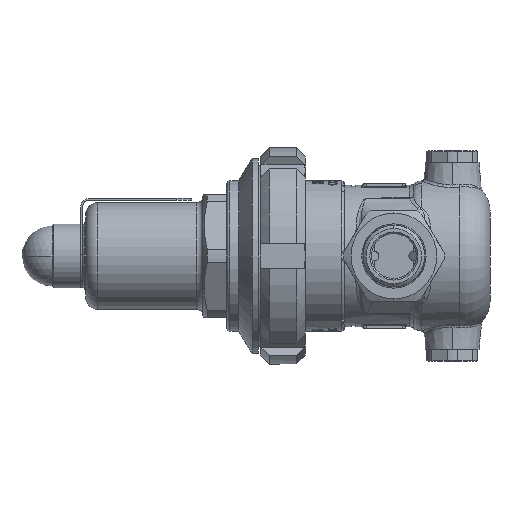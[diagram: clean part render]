
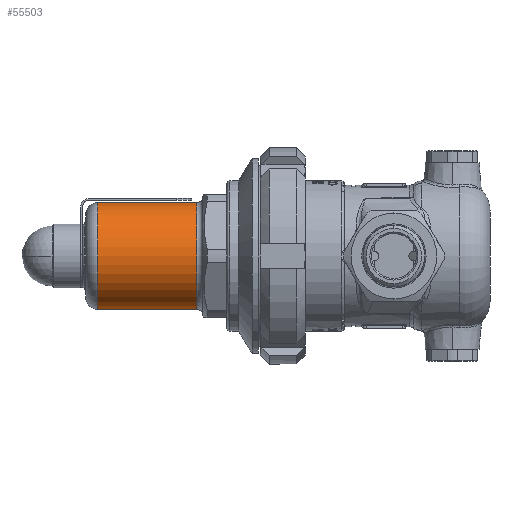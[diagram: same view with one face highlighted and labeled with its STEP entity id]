
A CAD part, left-side view. The second image highlights one B-rep face of the part: STEP entity #55503.
In plain terms, the highlighted cylindrical face has radius 17.75 mm (diameter 35.5 mm), a partial arc.
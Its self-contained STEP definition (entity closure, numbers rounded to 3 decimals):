
#3433 = VERTEX_POINT ( 'NONE', #59016 ) ;
#3566 = VERTEX_POINT ( 'NONE', #59109 ) ;
#4763 = VERTEX_POINT ( 'NONE', #51189 ) ;
#5065 = VERTEX_POINT ( 'NONE', #51793 ) ;
#11786 = EDGE_LOOP ( 'NONE', ( #39491, #39279, #39488, #39484 ) ) ;
#14433 = AXIS2_PLACEMENT_3D ( 'NONE', #57224, #57226, #57228 ) ;
#14436 = CIRCLE ( 'NONE', #14433, 17.75 ) ;
#14520 = VECTOR ( 'NONE', #56693, 1000. ) ;
#14532 = VECTOR ( 'NONE', #56656, 1000. ) ;
#14754 = AXIS2_PLACEMENT_3D ( 'NONE', #56419, #56420, #56421 ) ;
#14768 = CIRCLE ( 'NONE', #14754, 17.75 ) ;
#19829 = EDGE_CURVE ( 'NONE', #3566, #5065, #14768, .T. ) ;
#19890 = EDGE_CURVE ( 'NONE', #5065, #3433, #56643, .T. ) ;
#19904 = EDGE_CURVE ( 'NONE', #3566, #4763, #56690, .T. ) ;
#19994 = EDGE_CURVE ( 'NONE', #4763, #3433, #14436, .T. ) ;
#28008 = AXIS2_PLACEMENT_3D ( 'NONE', #57600, #57701, #57704 ) ;
#39279 = ORIENTED_EDGE ( 'NONE', *, *, #19829, .T. ) ;
#39484 = ORIENTED_EDGE ( 'NONE', *, *, #19994, .F. ) ;
#39488 = ORIENTED_EDGE ( 'NONE', *, *, #19890, .T. ) ;
#39491 = ORIENTED_EDGE ( 'NONE', *, *, #19904, .F. ) ;
#51189 = CARTESIAN_POINT ( 'NONE',  ( 0., 98.6, -17.75 ) ) ;
#51793 = CARTESIAN_POINT ( 'NONE',  ( 0., 65.6, 17.75 ) ) ;
#55503 = ADVANCED_FACE ( 'NONE', ( #57657 ), #57655, .T. ) ;
#56419 = CARTESIAN_POINT ( 'NONE',  ( 0., 65.6, 0. ) ) ;
#56420 = DIRECTION ( 'NONE',  ( 0., 1., 0. ) ) ;
#56421 = DIRECTION ( 'NONE',  ( 0., 0., 1. ) ) ;
#56643 = LINE ( 'NONE', #56653, #14532 ) ;
#56653 = CARTESIAN_POINT ( 'NONE',  ( 0., 154.557, 17.75 ) ) ;
#56656 = DIRECTION ( 'NONE',  ( 0., 1., 0. ) ) ;
#56690 = LINE ( 'NONE', #56691, #14520 ) ;
#56691 = CARTESIAN_POINT ( 'NONE',  ( 0., 154.557, -17.75 ) ) ;
#56693 = DIRECTION ( 'NONE',  ( 0., 1., 0. ) ) ;
#57224 = CARTESIAN_POINT ( 'NONE',  ( 0., 98.6, 0. ) ) ;
#57226 = DIRECTION ( 'NONE',  ( 0., 1., 0. ) ) ;
#57228 = DIRECTION ( 'NONE',  ( 0., 0., 1. ) ) ;
#57600 = CARTESIAN_POINT ( 'NONE',  ( 0., 154.557, 0. ) ) ;
#57655 = CYLINDRICAL_SURFACE ( 'NONE', #28008, 17.75 ) ;
#57657 = FACE_OUTER_BOUND ( 'NONE', #11786, .T. ) ;
#57701 = DIRECTION ( 'NONE',  ( 0., 1., 0. ) ) ;
#57704 = DIRECTION ( 'NONE',  ( 0., 0., 1. ) ) ;
#59016 = CARTESIAN_POINT ( 'NONE',  ( 0., 98.6, 17.75 ) ) ;
#59109 = CARTESIAN_POINT ( 'NONE',  ( 0., 65.6, -17.75 ) ) ;
